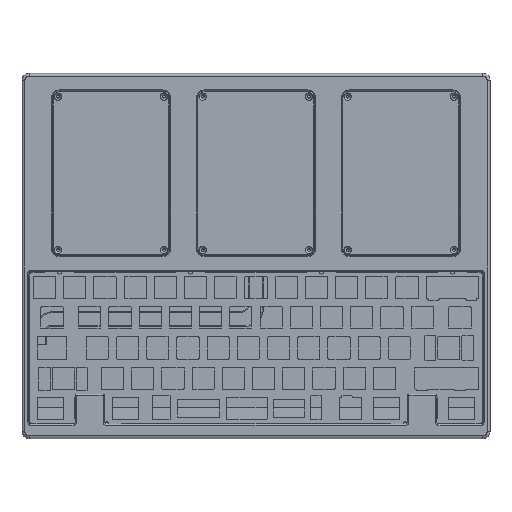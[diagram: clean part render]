
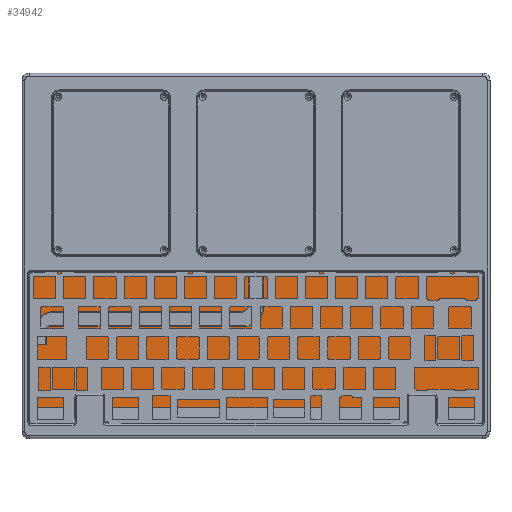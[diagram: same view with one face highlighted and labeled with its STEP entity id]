
A CAD part, top view. The second image highlights one B-rep face of the part: STEP entity #34942.
In plain terms, the highlighted planar face has unit normal (0, 0, 1).
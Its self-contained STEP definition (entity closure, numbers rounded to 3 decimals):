
#3222=FACE_OUTER_BOUND('',#5364,.T.);
#5364=EDGE_LOOP('',(#31446,#31447,#31448,#31449,#31450,#31451,#31452,#31453,
#31454,#31455,#31456,#31457,#31458,#31459,#31460,#31461,#31462,#31463,#31464));
#6843=CIRCLE('',#38262,1.6);
#6844=CIRCLE('',#38271,1.6);
#6845=CIRCLE('',#38276,11.257);
#6847=CIRCLE('',#38280,5.793);
#6851=CIRCLE('',#38292,11.257);
#6853=CIRCLE('',#38296,2.293);
#6855=CIRCLE('',#38299,12.793);
#10042=LINE('',#61754,#13410);
#10048=LINE('',#61771,#13416);
#10053=LINE('',#61782,#13421);
#10059=LINE('',#61795,#13427);
#10062=LINE('',#61806,#13430);
#10066=LINE('',#61818,#13434);
#10082=LINE('',#61851,#13450);
#10085=LINE('',#61862,#13453);
#10090=LINE('',#61880,#13458);
#10194=LINE('',#62152,#13562);
#10196=LINE('',#62156,#13564);
#10197=LINE('',#62158,#13565);
#13410=VECTOR('',#47894,10.);
#13416=VECTOR('',#47912,10.);
#13421=VECTOR('',#47923,10.);
#13427=VECTOR('',#47933,10.);
#13430=VECTOR('',#47944,10.);
#13434=VECTOR('',#47956,10.);
#13450=VECTOR('',#47988,10.);
#13453=VECTOR('',#47999,10.);
#13458=VECTOR('',#48018,10.);
#13562=VECTOR('',#48328,10.);
#13564=VECTOR('',#48334,10.);
#13565=VECTOR('',#48337,10.);
#16679=VERTEX_POINT('',#61744);
#16680=VERTEX_POINT('',#61746);
#16682=VERTEX_POINT('',#61752);
#16686=VERTEX_POINT('',#61768);
#16687=VERTEX_POINT('',#61770);
#16688=VERTEX_POINT('',#61774);
#16690=VERTEX_POINT('',#61780);
#16692=VERTEX_POINT('',#61788);
#16695=VERTEX_POINT('',#61793);
#16697=VERTEX_POINT('',#61798);
#16699=VERTEX_POINT('',#61804);
#16701=VERTEX_POINT('',#61810);
#16703=VERTEX_POINT('',#61816);
#16712=VERTEX_POINT('',#61849);
#16714=VERTEX_POINT('',#61854);
#16716=VERTEX_POINT('',#61860);
#16718=VERTEX_POINT('',#61866);
#16720=VERTEX_POINT('',#61872);
#16722=VERTEX_POINT('',#61878);
#21486=EDGE_CURVE('',#16679,#16680,#6843,.T.);
#21490=EDGE_CURVE('',#16682,#16679,#10042,.T.);
#21498=EDGE_CURVE('',#16686,#16687,#10048,.T.);
#21501=EDGE_CURVE('',#16688,#16686,#6844,.T.);
#21504=EDGE_CURVE('',#16690,#16688,#10053,.T.);
#21510=EDGE_CURVE('',#16695,#16692,#10059,.T.);
#21512=EDGE_CURVE('',#16697,#16695,#6845,.T.);
#21515=EDGE_CURVE('',#16699,#16697,#10062,.T.);
#21518=EDGE_CURVE('',#16701,#16699,#6847,.T.);
#21521=EDGE_CURVE('',#16703,#16701,#10066,.T.);
#21539=EDGE_CURVE('',#16712,#16690,#10082,.T.);
#21541=EDGE_CURVE('',#16714,#16712,#6851,.T.);
#21544=EDGE_CURVE('',#16716,#16714,#10085,.T.);
#21547=EDGE_CURVE('',#16718,#16716,#6853,.T.);
#21550=EDGE_CURVE('',#16720,#16718,#6855,.T.);
#21553=EDGE_CURVE('',#16722,#16720,#10090,.T.);
#21690=EDGE_CURVE('',#16722,#16692,#10194,.T.);
#21692=EDGE_CURVE('',#16687,#16682,#10196,.T.);
#21693=EDGE_CURVE('',#16680,#16703,#10197,.T.);
#31446=ORIENTED_EDGE('',*,*,#21521,.F.);
#31447=ORIENTED_EDGE('',*,*,#21693,.F.);
#31448=ORIENTED_EDGE('',*,*,#21486,.F.);
#31449=ORIENTED_EDGE('',*,*,#21490,.F.);
#31450=ORIENTED_EDGE('',*,*,#21692,.F.);
#31451=ORIENTED_EDGE('',*,*,#21498,.F.);
#31452=ORIENTED_EDGE('',*,*,#21501,.F.);
#31453=ORIENTED_EDGE('',*,*,#21504,.F.);
#31454=ORIENTED_EDGE('',*,*,#21539,.F.);
#31455=ORIENTED_EDGE('',*,*,#21541,.F.);
#31456=ORIENTED_EDGE('',*,*,#21544,.F.);
#31457=ORIENTED_EDGE('',*,*,#21547,.F.);
#31458=ORIENTED_EDGE('',*,*,#21550,.F.);
#31459=ORIENTED_EDGE('',*,*,#21553,.F.);
#31460=ORIENTED_EDGE('',*,*,#21690,.T.);
#31461=ORIENTED_EDGE('',*,*,#21510,.F.);
#31462=ORIENTED_EDGE('',*,*,#21512,.F.);
#31463=ORIENTED_EDGE('',*,*,#21515,.F.);
#31464=ORIENTED_EDGE('',*,*,#21518,.F.);
#32881=PLANE('',#38407);
#34942=ADVANCED_FACE('',(#3222),#32881,.F.);
#38262=AXIS2_PLACEMENT_3D('',#61747,#47887,#47888);
#38271=AXIS2_PLACEMENT_3D('',#61776,#47917,#47918);
#38276=AXIS2_PLACEMENT_3D('',#61800,#47937,#47938);
#38280=AXIS2_PLACEMENT_3D('',#61812,#47949,#47950);
#38292=AXIS2_PLACEMENT_3D('',#61856,#47992,#47993);
#38296=AXIS2_PLACEMENT_3D('',#61868,#48004,#48005);
#38299=AXIS2_PLACEMENT_3D('',#61874,#48011,#48012);
#38407=AXIS2_PLACEMENT_3D('',#62157,#48335,#48336);
#47887=DIRECTION('center_axis',(0.,0.,-1.));
#47888=DIRECTION('ref_axis',(-1.,0.,0.));
#47894=DIRECTION('',(0.,1.,0.));
#47912=DIRECTION('',(0.,-1.,0.));
#47917=DIRECTION('center_axis',(0.,0.,-1.));
#47918=DIRECTION('ref_axis',(0.,1.,0.));
#47923=DIRECTION('',(1.,0.,0.));
#47933=DIRECTION('',(0.,-1.,0.));
#47937=DIRECTION('center_axis',(0.,0.,1.));
#47938=DIRECTION('ref_axis',(0.,1.,0.));
#47944=DIRECTION('',(-1.,0.,0.));
#47949=DIRECTION('center_axis',(0.,0.,-1.));
#47950=DIRECTION('ref_axis',(0.,-1.,0.));
#47956=DIRECTION('',(0.,-1.,0.));
#47988=DIRECTION('',(0.,1.,0.));
#47992=DIRECTION('center_axis',(0.,0.,1.));
#47993=DIRECTION('ref_axis',(0.,-1.,0.));
#47999=DIRECTION('',(1.,0.,0.));
#48004=DIRECTION('center_axis',(0.,0.,-1.));
#48005=DIRECTION('ref_axis',(0.,1.,0.));
#48011=DIRECTION('center_axis',(0.,0.,-1.));
#48012=DIRECTION('ref_axis',(-0.971,0.238,0.));
#48018=DIRECTION('',(0.,1.,0.));
#48328=DIRECTION('',(-1.,0.,0.));
#48334=DIRECTION('',(-1.,0.,0.));
#48335=DIRECTION('center_axis',(0.,0.,-1.));
#48336=DIRECTION('ref_axis',(1.,0.,0.));
#48337=DIRECTION('',(1.,0.,0.));
#61744=CARTESIAN_POINT('',(-0.475,-1.125,-2.6));
#61746=CARTESIAN_POINT('',(1.125,0.475,-2.6));
#61747=CARTESIAN_POINT('Origin',(1.125,-1.125,-2.6));
#61752=CARTESIAN_POINT('',(-0.475,-85.328,-2.6));
#61754=CARTESIAN_POINT('',(-0.475,-1.125,-2.6));
#61768=CARTESIAN_POINT('',(286.225,-1.125,-2.6));
#61770=CARTESIAN_POINT('',(286.225,-85.328,-2.6));
#61771=CARTESIAN_POINT('',(286.225,-94.125,-2.6));
#61774=CARTESIAN_POINT('',(284.625,0.475,-2.6));
#61776=CARTESIAN_POINT('Origin',(284.625,-1.125,-2.6));
#61780=CARTESIAN_POINT('',(147.582,0.475,-2.6));
#61782=CARTESIAN_POINT('',(284.625,0.475,-2.6));
#61788=CARTESIAN_POINT('',(3.826,-45.367,-2.6));
#61793=CARTESIAN_POINT('',(3.826,-35.917,-2.6));
#61795=CARTESIAN_POINT('',(3.826,-46.496,-2.6));
#61798=CARTESIAN_POINT('',(15.084,-24.66,-2.6));
#61800=CARTESIAN_POINT('Origin',(15.084,-35.917,-2.6));
#61804=CARTESIAN_POINT('',(132.375,-24.66,-2.6));
#61806=CARTESIAN_POINT('',(78.979,-24.66,-2.6));
#61810=CARTESIAN_POINT('',(138.168,-18.867,-2.6));
#61812=CARTESIAN_POINT('Origin',(132.375,-18.867,-2.6));
#61816=CARTESIAN_POINT('',(138.168,0.475,-2.6));
#61818=CARTESIAN_POINT('',(138.168,-33.246,-2.6));
#61849=CARTESIAN_POINT('',(147.582,-22.817,-2.6));
#61851=CARTESIAN_POINT('',(147.582,-23.575,-2.6));
#61854=CARTESIAN_POINT('',(136.325,-34.074,-2.6));
#61856=CARTESIAN_POINT('Origin',(136.325,-22.817,-2.6));
#61860=CARTESIAN_POINT('',(13.493,-34.074,-2.6));
#61862=CARTESIAN_POINT('',(139.6,-34.074,-2.6));
#61866=CARTESIAN_POINT('',(11.266,-35.821,-2.6));
#61868=CARTESIAN_POINT('Origin',(13.493,-36.367,-2.6));
#61872=CARTESIAN_POINT('',(10.898,-38.867,-2.6));
#61874=CARTESIAN_POINT('Origin',(23.691,-38.867,-2.6));
#61878=CARTESIAN_POINT('',(10.898,-45.367,-2.6));
#61880=CARTESIAN_POINT('',(10.898,-43.246,-2.6));
#62152=CARTESIAN_POINT('',(76.533,-45.367,-2.6));
#62156=CARTESIAN_POINT('',(142.875,-85.328,-2.6));
#62157=CARTESIAN_POINT('Origin',(142.875,-47.625,-2.6));
#62158=CARTESIAN_POINT('',(284.625,0.475,-2.6));
